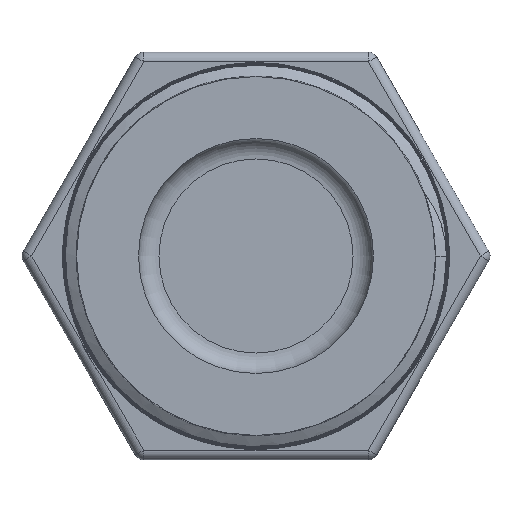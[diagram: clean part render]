
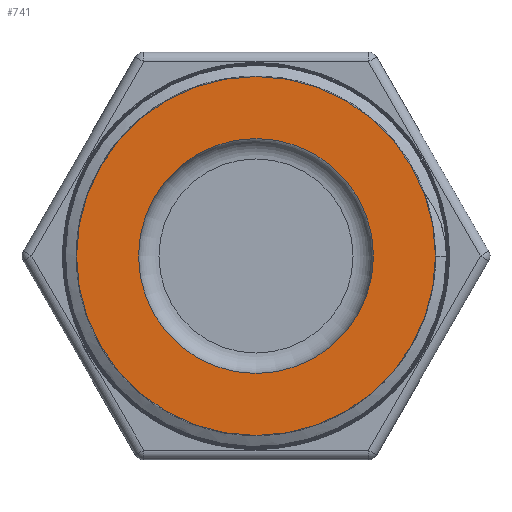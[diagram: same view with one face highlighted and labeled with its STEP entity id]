
A CAD part, front view. The second image highlights one B-rep face of the part: STEP entity #741.
In plain terms, the highlighted planar face has unit normal (0, -1, 0).
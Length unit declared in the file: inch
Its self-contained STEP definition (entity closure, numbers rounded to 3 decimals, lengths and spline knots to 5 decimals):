
#23=FACE_BOUND($,#222,.T.);
#24=FACE_BOUND($,#223,.T.);
#35=PLANE($,#837);
#96=CIRCLE($,#826,1.1);
#99=CIRCLE($,#830,0.72);
#222=EDGE_LOOP($,(#682));
#223=EDGE_LOOP($,(#683));
#374=VERTEX_POINT($,#3982);
#376=VERTEX_POINT($,#3988);
#474=EDGE_CURVE($,#374,#374,#96,.T.);
#477=EDGE_CURVE($,#376,#376,#99,.T.);
#682=ORIENTED_EDGE($,*,*,#477,.T.);
#683=ORIENTED_EDGE($,*,*,#474,.T.);
#741=ADVANCED_FACE($,(#23,#24),#35,.T.);
#826=AXIS2_PLACEMENT_3D($,#3983,#1042,#1043);
#830=AXIS2_PLACEMENT_3D($,#3989,#1050,#1051);
#837=AXIS2_PLACEMENT_3D($,#3997,#1064,#1065);
#1042=DIRECTION('center_axis',(0.,-1.,0.));
#1043=DIRECTION('ref_axis',(1.,0.,0.));
#1050=DIRECTION('center_axis',(0.,1.,0.));
#1051=DIRECTION('ref_axis',(1.,0.,0.));
#1064=DIRECTION('center_axis',(0.,-1.,0.));
#1065=DIRECTION('ref_axis',(0.,0.,-1.));
#3982=CARTESIAN_POINT('',(1.1,-1.06,0.));
#3983=CARTESIAN_POINT('Origin',(0.,-1.06,0.));
#3988=CARTESIAN_POINT('',(0.72,-1.06,0.));
#3989=CARTESIAN_POINT('Origin',(0.,-1.06,0.));
#3997=CARTESIAN_POINT('Origin',(0.55,-1.06,0.));
